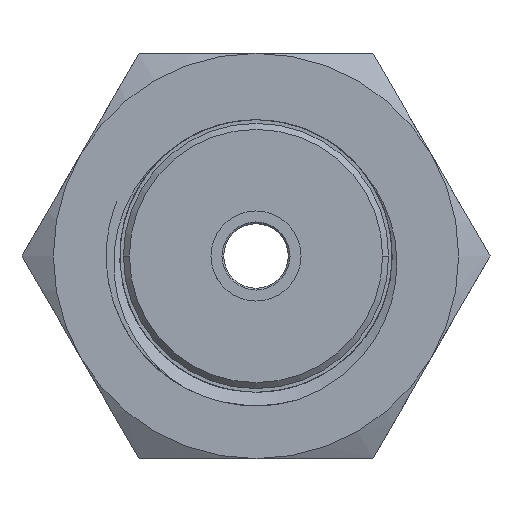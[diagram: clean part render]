
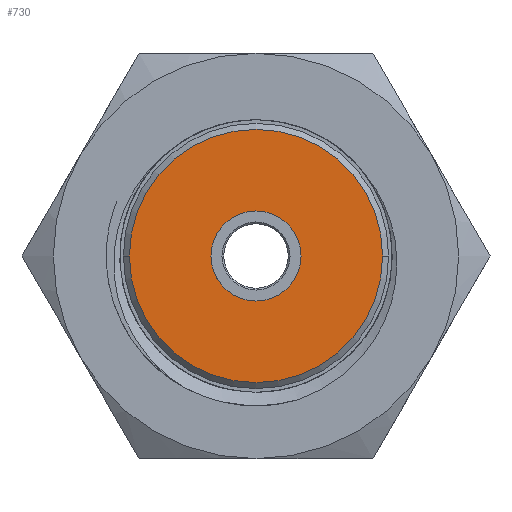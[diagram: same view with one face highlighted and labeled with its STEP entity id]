
A CAD part, left-side view. The second image highlights one B-rep face of the part: STEP entity #730.
In plain terms, the highlighted face is planar.
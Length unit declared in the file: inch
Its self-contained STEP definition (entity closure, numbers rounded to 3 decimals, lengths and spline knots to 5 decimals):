
#80 = EDGE_CURVE ( 'NONE', #1470, #5706, #10218, .T. ) ;
#556 = EDGE_LOOP ( 'NONE', ( #5796, #7080 ) ) ;
#730 = ADVANCED_FACE ( 'NONE', ( #4256, #2340 ), #6129, .F. ) ;
#750 = CARTESIAN_POINT ( 'NONE',  ( 0., 0., -0.3515 ) ) ;
#1470 = VERTEX_POINT ( 'NONE', #8107 ) ;
#1514 = CARTESIAN_POINT ( 'NONE',  ( 0., 0., 0. ) ) ;
#2340 = FACE_BOUND ( 'NONE', #556, .T. ) ;
#2537 = DIRECTION ( 'NONE',  ( 0., 0., 1. ) ) ;
#3666 = CIRCLE ( 'NONE', #11235, 0.125 ) ;
#3705 = DIRECTION ( 'NONE',  ( 0., 1., 0. ) ) ;
#3862 = VERTEX_POINT ( 'NONE', #9787 ) ;
#4160 = AXIS2_PLACEMENT_3D ( 'NONE', #4726, #11153, #6621 ) ;
#4244 = CARTESIAN_POINT ( 'NONE',  ( 0., 0., 0. ) ) ;
#4256 = FACE_OUTER_BOUND ( 'NONE', #12108, .T. ) ;
#4282 = DIRECTION ( 'NONE',  ( 0., 0., 1. ) ) ;
#4726 = CARTESIAN_POINT ( 'NONE',  ( 0., 0., 0. ) ) ;
#4758 = ORIENTED_EDGE ( 'NONE', *, *, #9426, .F. ) ;
#4972 = VERTEX_POINT ( 'NONE', #750 ) ;
#5388 = DIRECTION ( 'NONE',  ( 0., 1., 0. ) ) ;
#5706 = VERTEX_POINT ( 'NONE', #11479 ) ;
#5781 = AXIS2_PLACEMENT_3D ( 'NONE', #10511, #8710, #5899 ) ;
#5796 = ORIENTED_EDGE ( 'NONE', *, *, #10300, .T. ) ;
#5899 = DIRECTION ( 'NONE',  ( 0., 0., 1. ) ) ;
#6082 = EDGE_CURVE ( 'NONE', #4972, #3862, #6120, .T. ) ;
#6120 = CIRCLE ( 'NONE', #4160, 0.3515 ) ;
#6129 = PLANE ( 'NONE',  #12112 ) ;
#6621 = DIRECTION ( 'NONE',  ( 0., 0., 1. ) ) ;
#6679 = CIRCLE ( 'NONE', #5781, 0.3515 ) ;
#7080 = ORIENTED_EDGE ( 'NONE', *, *, #80, .T. ) ;
#8107 = CARTESIAN_POINT ( 'NONE',  ( 0., 0., 0.125 ) ) ;
#8710 = DIRECTION ( 'NONE',  ( 0., 1., 0. ) ) ;
#9426 = EDGE_CURVE ( 'NONE', #3862, #4972, #6679, .T. ) ;
#9787 = CARTESIAN_POINT ( 'NONE',  ( 0., 0., 0.3515 ) ) ;
#10218 = CIRCLE ( 'NONE', #10433, 0.125 ) ;
#10300 = EDGE_CURVE ( 'NONE', #5706, #1470, #3666, .T. ) ;
#10433 = AXIS2_PLACEMENT_3D ( 'NONE', #12002, #3705, #12044 ) ;
#10511 = CARTESIAN_POINT ( 'NONE',  ( 0., 0., 0. ) ) ;
#11153 = DIRECTION ( 'NONE',  ( 0., 1., 0. ) ) ;
#11235 = AXIS2_PLACEMENT_3D ( 'NONE', #1514, #5388, #2537 ) ;
#11479 = CARTESIAN_POINT ( 'NONE',  ( 0., 0., -0.125 ) ) ;
#11696 = DIRECTION ( 'NONE',  ( 0., 1., 0. ) ) ;
#12002 = CARTESIAN_POINT ( 'NONE',  ( 0., 0., 0. ) ) ;
#12025 = ORIENTED_EDGE ( 'NONE', *, *, #6082, .F. ) ;
#12044 = DIRECTION ( 'NONE',  ( 0., 0., 1. ) ) ;
#12108 = EDGE_LOOP ( 'NONE', ( #12025, #4758 ) ) ;
#12112 = AXIS2_PLACEMENT_3D ( 'NONE', #4244, #11696, #4282 ) ;
